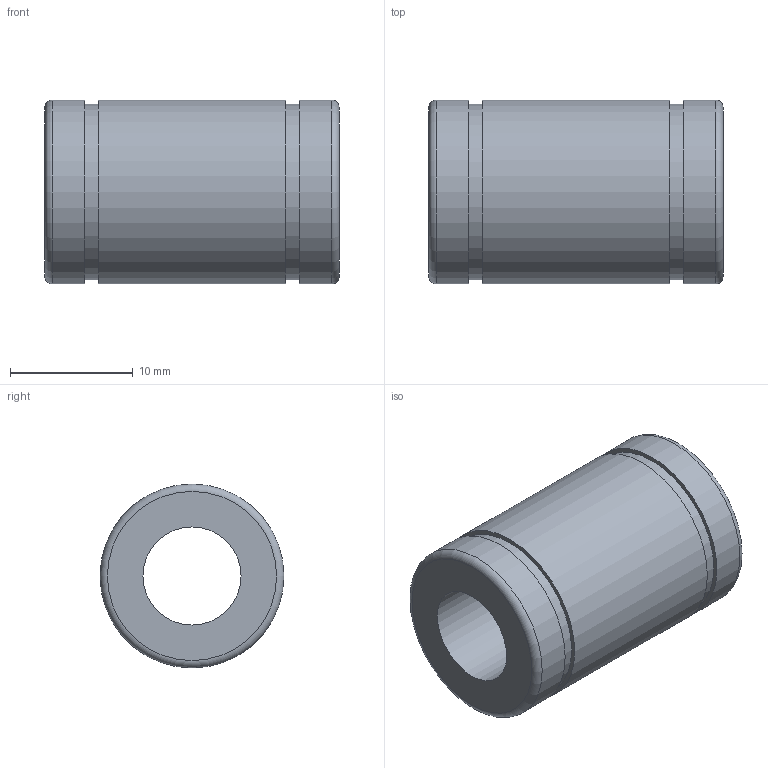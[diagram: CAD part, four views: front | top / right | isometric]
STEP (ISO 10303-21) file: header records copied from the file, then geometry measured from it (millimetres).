
FILE_DESCRIPTION(/* description */ (''),/* implementation_level */ '2;1');
FILE_NAME(/* name */ 'LM8.stp',/* time_stamp */ '2022-07-20T21:18:35+09:00',/* author */ (''),/* organization */ (''),/* preprocessor_version */ 'ST-DEVELOPER v16.7',/* originating_system */ '',/* authorisation */ '');
FILE_SCHEMA (('AUTOMOTIVE_DESIGN { 1 0 10303 214 3 1 1 1 }'));
Length unit declared in the file: millimetre
Products named in the file (1): LM8
Bounding box: 24 x 15 x 15 mm (x, y, z)
Volume: 2992.2 mm3; surface area: 2022.1 mm2
Topology: 1 solids, 1 shells, 14 faces, 22 edges, 15 vertices
Faces by surface type: plane 6, cylinder 6, torus 2
Full cylindrical faces by diameter (mm): 8 x1, 14.3 x2, 15 x3
Entity records: 339 total; most frequent: DIRECTION 60, CARTESIAN_POINT 45, AXIS2_PLACEMENT_3D 30, FACE_BOUND 28, EDGE_LOOP 28, ORIENTED_EDGE 28, ADVANCED_FACE 14, VERTEX_POINT 14
